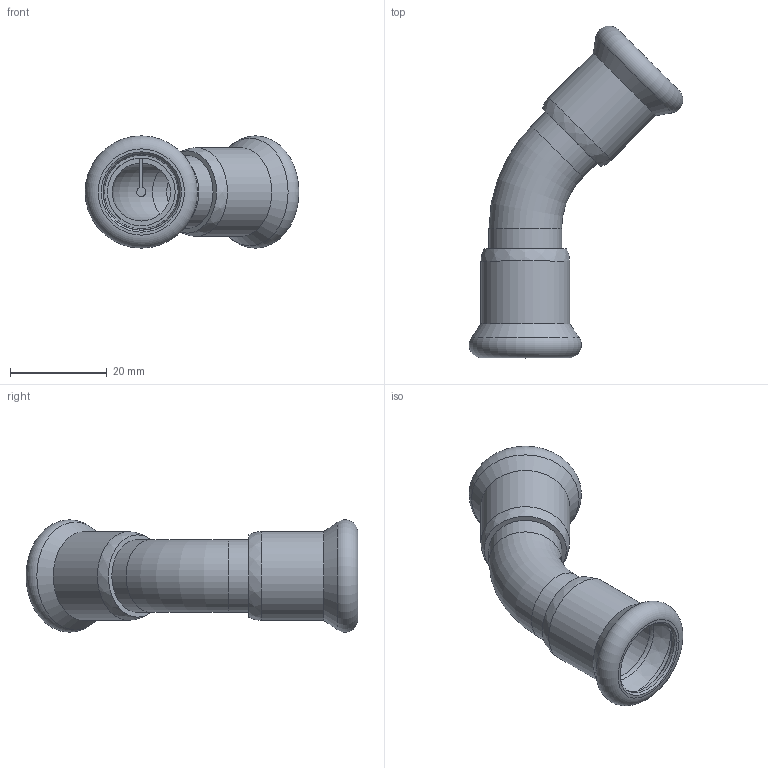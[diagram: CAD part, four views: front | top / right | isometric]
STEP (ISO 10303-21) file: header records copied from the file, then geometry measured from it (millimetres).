
FILE_DESCRIPTION(/* description */ (''),/* implementation_level */ '2;1');
FILE_NAME(/* name */ '34014.stp',/* time_stamp */ '2014-04-01T20:25:12+02:00',/* author */ ('bruh'),/* organization */ (''),/* preprocessor_version */ 'ST-DEVELOPER v15.2',/* originating_system */ 'Autodesk Inventor 2014',/* authorisation */ '');
FILE_SCHEMA (('AUTOMOTIVE_DESIGN { 1 0 10303 214 3 1 1 }'));
Length unit declared in the file: millimetre
Products named in the file (4): 430602; 900055; 34014
Bounding box: 44.13 x 68.54 x 23.2 mm (x, y, z)
Volume: 5876 mm3; surface area: 8163.7 mm2
Topology: 3 solids, 3 shells, 48 faces, 98 edges, 60 vertices
Faces by surface type: plane 16, cylinder 14, torus 8, cone 8, bspline 2
Full cylindrical faces by diameter (mm): 12 x2, 14 x2, 15 x2, 15.2 x2, 15.8 x2, 18.3 x2
Entity records: 759 total; most frequent: DIRECTION 136, CARTESIAN_POINT 135, ORIENTED_EDGE 76, AXIS2_PLACEMENT_3D 64, EDGE_LOOP 51, EDGE_CURVE 38, VERTEX_POINT 33, CIRCLE 29
